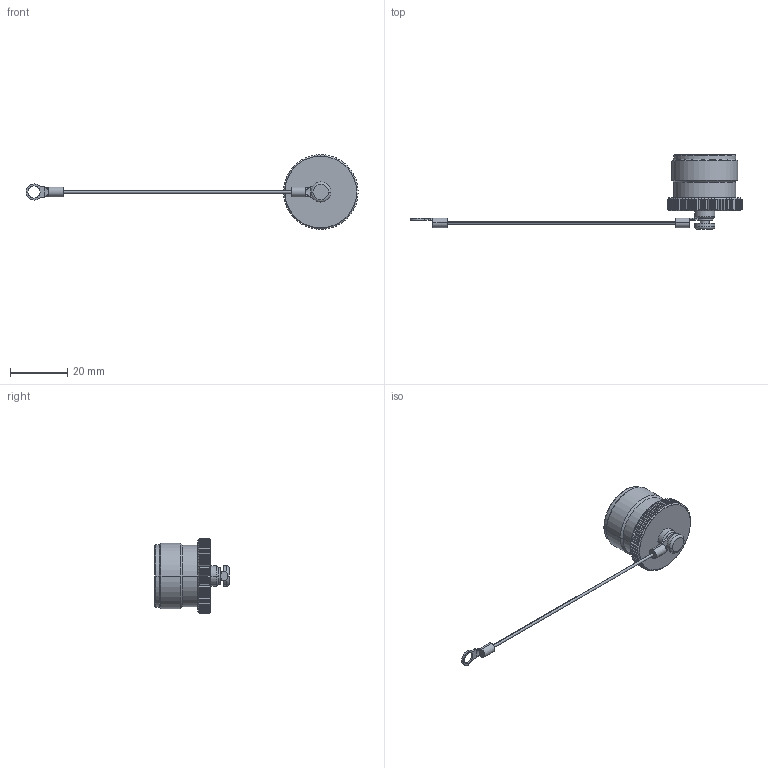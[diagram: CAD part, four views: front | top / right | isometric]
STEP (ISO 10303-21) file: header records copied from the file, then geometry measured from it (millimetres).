
FILE_DESCRIPTION((''),'2;1');
FILE_NAME('7-1','2017-08-05T',('ch.chen'),(''),'PRO/ENGINEER BY PARAMETRIC TECHNOLOGY CORPORATION, 2012480','PRO/ENGINEER BY PARAMETRIC TECHNOLOGY CORPORATION, 2012480','');
FILE_SCHEMA(('AUTOMOTIVE_DESIGN { 1 0 10303 214 1 1 1 1 }'));
Length unit declared in the file: millimetre
Products named in the file (1): 7-1
Bounding box: 115.79 x 25.85 x 25.99 mm (x, y, z)
Volume: 3063.8 mm3; surface area: 4747.7 mm2
Topology: 1 solids, 1 shells, 314 faces, 874 edges, 574 vertices
Faces by surface type: plane 160, cylinder 102, bspline 32, cone 12, torus 8
Entity records: 12653 total; most frequent: CARTESIAN_POINT 5135, ORIENTED_EDGE 1748, DIRECTION 1318, EDGE_CURVE 874, VERTEX_POINT 574, AXIS2_PLACEMENT_3D 522, B_SPLINE_CURVE_WITH_KNOTS 360, EDGE_LOOP 328
